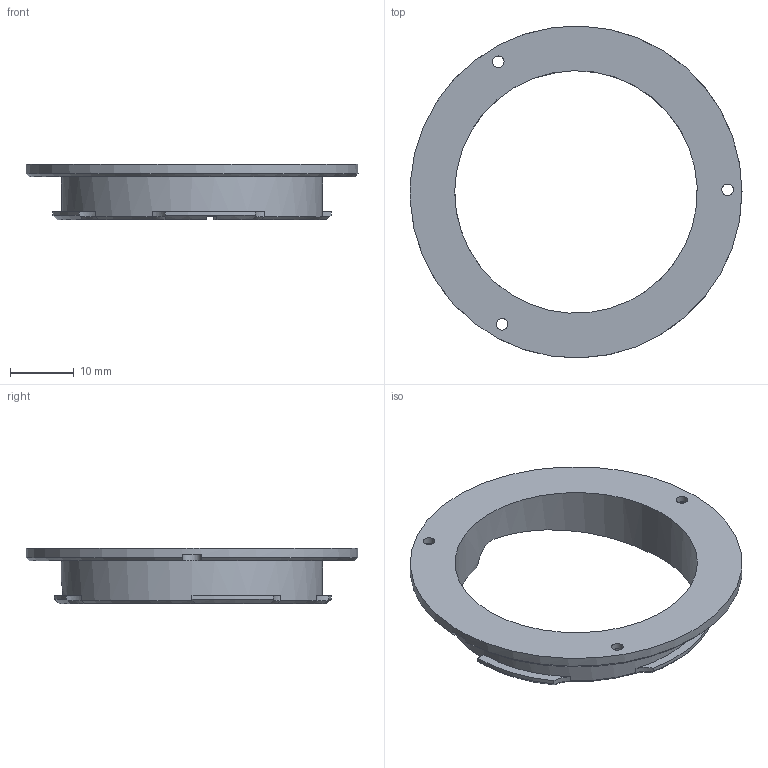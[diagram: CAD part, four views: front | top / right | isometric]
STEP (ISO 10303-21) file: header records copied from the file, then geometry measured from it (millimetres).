
FILE_DESCRIPTION(/* description */ (''),/* implementation_level */ '2;1');
FILE_NAME(/* name */ 'sam7_5_MFT-LM_mount_LM',/* time_stamp */ '2023-12-07T13:04:08-05:00',/* author */ ('George Moua'),/* organization */ ('Archive 663'),/* preprocessor_version */ 'ST-DEVELOPER v16.7',/* originating_system */ 'Solid Edge',/* authorisation */ 'Unknown');
FILE_SCHEMA (('AUTOMOTIVE_DESIGN {1 0 10303 214 3 1 1}'));
Length unit declared in the file: millimetre
Products named in the file (2): sam7_5_MFT-LM; sam7_5_MFT-LM_mount_LM
Assembly tree (1 placements, depth 2):
  sam7_5_MFT-LM
    sam7_5_MFT-LM_mount_LM
Bounding box: 52 x 51.98 x 8.75 mm (x, y, z)
Volume: 3112.2 mm3; surface area: 4215.3 mm2
Topology: 1 solids, 1 shells, 59 faces, 159 edges, 104 vertices
Faces by surface type: plane 24, cylinder 20, cone 12, sphere 2, bspline 1
Full cylindrical faces by diameter (mm): 1.8 x3, 3 x2, 4 x1, 38 x1, 40.9 x1, 52 x1
Entity records: 1931 total; most frequent: CARTESIAN_POINT 477, DIRECTION 300, ORIENTED_EDGE 280, EDGE_CURVE 140, AXIS2_PLACEMENT_3D 129, VERTEX_POINT 96, EDGE_LOOP 80, FACE_BOUND 80
